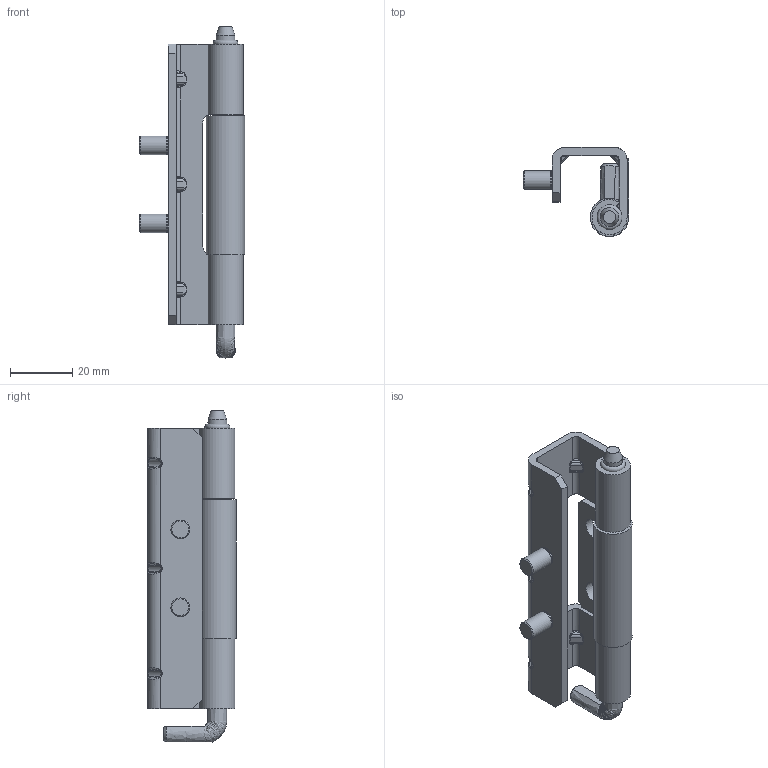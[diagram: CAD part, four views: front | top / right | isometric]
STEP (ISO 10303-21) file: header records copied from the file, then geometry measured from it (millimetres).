
FILE_DESCRIPTION(('STEP AP203'),'1');
FILE_NAME('995.6.3.1.step','2014-10-30T07:43:30',(' '),(' '),'Spatial InterOp 3D',' ',' ');
FILE_SCHEMA(('CONFIG_CONTROL_DESIGN'));
Length unit declared in the file: millimetre
Products named in the file (7): 1; 2; 3; 4; 5; 6; 7
Bounding box: 33.75 x 28.5 x 106.5 mm (x, y, z)
Volume: 20973.5 mm3; surface area: 17809.4 mm2
Topology: 7 solids, 7 shells, 361 faces, 916 edges, 575 vertices
Faces by surface type: plane 174, cylinder 100, bspline 84, cone 2, torus 1
Full cylindrical faces by diameter (mm): 1 x1, 4 x1, 5 x1, 5.7 x2, 6 x6, 7 x2, 8 x2
Entity records: 14786 total; most frequent: CARTESIAN_POINT 6049, DIRECTION 1781, ORIENTED_EDGE 1768, EDGE_CURVE 884, AXIS2_PLACEMENT_3D 678, VERTEX_POINT 565, LINE 425, VECTOR 425
